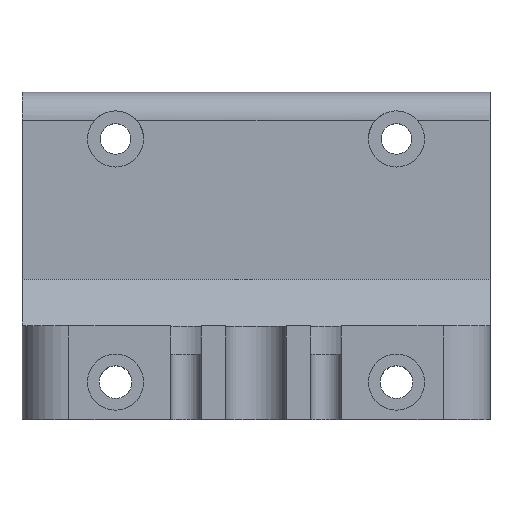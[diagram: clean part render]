
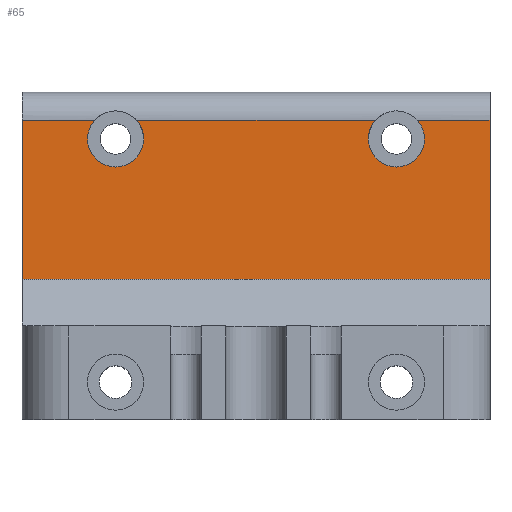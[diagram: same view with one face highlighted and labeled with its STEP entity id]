
A CAD part, top view. The second image highlights one B-rep face of the part: STEP entity #65.
In plain terms, the highlighted planar face has unit normal (0, 0, 1).
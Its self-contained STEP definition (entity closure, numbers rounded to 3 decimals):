
#3 = CIRCLE ( 'NONE', #30, 3. ) ;
#4 = AXIS2_PLACEMENT_3D ( 'NONE', #479, #477, #476 ) ;
#5 = CIRCLE ( 'NONE', #28, 3. ) ;
#7 = CIRCLE ( 'NONE', #4, 3. ) ;
#13 = VECTOR ( 'NONE', #491, 1000. ) ;
#24 = VECTOR ( 'NONE', #436, 1000. ) ;
#25 = VECTOR ( 'NONE', #439, 1000. ) ;
#26 = VECTOR ( 'NONE', #443, 1000. ) ;
#28 = AXIS2_PLACEMENT_3D ( 'NONE', #453, #452, #451 ) ;
#30 = AXIS2_PLACEMENT_3D ( 'NONE', #472, #471, #470 ) ;
#32 = AXIS2_PLACEMENT_3D ( 'NONE', #461, #460, #457 ) ;
#33 = CIRCLE ( 'NONE', #32, 3. ) ;
#34 = VECTOR ( 'NONE', #448, 1000. ) ;
#37 = VECTOR ( 'NONE', #464, 1000. ) ;
#65 = ADVANCED_FACE ( 'NONE', ( #900 ), #899, .F. ) ;
#153 = DIRECTION ( 'NONE',  ( 1., 0., 0. ) ) ;
#154 = DIRECTION ( 'NONE',  ( 0., 0., 1. ) ) ;
#155 = CARTESIAN_POINT ( 'NONE',  ( 10., 46., 4. ) ) ;
#432 = CARTESIAN_POINT ( 'NONE',  ( 0., 31., 4. ) ) ;
#436 = DIRECTION ( 'NONE',  ( 0., 1., 0. ) ) ;
#437 = CARTESIAN_POINT ( 'NONE',  ( 50., 16., 4. ) ) ;
#438 = LINE ( 'NONE', #437, #24 ) ;
#439 = DIRECTION ( 'NONE',  ( 1., 0., 0. ) ) ;
#440 = CARTESIAN_POINT ( 'NONE',  ( 50., 31., 4. ) ) ;
#442 = LINE ( 'NONE', #440, #25 ) ;
#443 = DIRECTION ( 'NONE',  ( 0., -1., 0. ) ) ;
#444 = CARTESIAN_POINT ( 'NONE',  ( 0., 16., 4. ) ) ;
#447 = LINE ( 'NONE', #444, #26 ) ;
#448 = DIRECTION ( 'NONE',  ( -1., 0., 0. ) ) ;
#449 = CARTESIAN_POINT ( 'NONE',  ( 42.236, 48., 4. ) ) ;
#450 = CARTESIAN_POINT ( 'NONE',  ( 0., 48., 4. ) ) ;
#451 = DIRECTION ( 'NONE',  ( 1., 0., 0. ) ) ;
#452 = DIRECTION ( 'NONE',  ( 0., 0., 1. ) ) ;
#453 = CARTESIAN_POINT ( 'NONE',  ( 10., 46., 4. ) ) ;
#457 = DIRECTION ( 'NONE',  ( 1., 0., 0. ) ) ;
#459 = CARTESIAN_POINT ( 'NONE',  ( 50., 31., 4. ) ) ;
#460 = DIRECTION ( 'NONE',  ( 0., 0., 1. ) ) ;
#461 = CARTESIAN_POINT ( 'NONE',  ( 10., 46., 4. ) ) ;
#462 = LINE ( 'NONE', #463, #34 ) ;
#463 = CARTESIAN_POINT ( 'NONE',  ( 0., 48., 4. ) ) ;
#464 = DIRECTION ( 'NONE',  ( -1., 0., 0. ) ) ;
#465 = CARTESIAN_POINT ( 'NONE',  ( 7.764, 48., 4. ) ) ;
#466 = CARTESIAN_POINT ( 'NONE',  ( 0., 48., 4. ) ) ;
#467 = LINE ( 'NONE', #466, #37 ) ;
#470 = DIRECTION ( 'NONE',  ( 1., 0., 0. ) ) ;
#471 = DIRECTION ( 'NONE',  ( 0., 0., 1. ) ) ;
#472 = CARTESIAN_POINT ( 'NONE',  ( 40., 46., 4. ) ) ;
#476 = DIRECTION ( 'NONE',  ( 1., 0., 0. ) ) ;
#477 = DIRECTION ( 'NONE',  ( 0., 0., 1. ) ) ;
#478 = CARTESIAN_POINT ( 'NONE',  ( 50., 48., 4. ) ) ;
#479 = CARTESIAN_POINT ( 'NONE',  ( 40., 46., 4. ) ) ;
#483 = CARTESIAN_POINT ( 'NONE',  ( 12.236, 48., 4. ) ) ;
#491 = DIRECTION ( 'NONE',  ( -1., 0., 0. ) ) ;
#493 = CARTESIAN_POINT ( 'NONE',  ( 0., 48., 4. ) ) ;
#511 = LINE ( 'NONE', #493, #13 ) ;
#583 = DIRECTION ( 'NONE',  ( 1., 0., 0. ) ) ;
#586 = DIRECTION ( 'NONE',  ( 0., 0., 1. ) ) ;
#588 = CARTESIAN_POINT ( 'NONE',  ( 40., 46., 4. ) ) ;
#759 = AXIS2_PLACEMENT_3D ( 'NONE', #912, #896, #894 ) ;
#821 = CARTESIAN_POINT ( 'NONE',  ( 37.764, 48., 4. ) ) ;
#825 = CARTESIAN_POINT ( 'NONE',  ( 37., 46., 4. ) ) ;
#832 = CARTESIAN_POINT ( 'NONE',  ( 7., 46., 4. ) ) ;
#833 = CARTESIAN_POINT ( 'NONE',  ( 13., 46., 4. ) ) ;
#836 = CARTESIAN_POINT ( 'NONE',  ( 43., 46., 4. ) ) ;
#871 = ORIENTED_EDGE ( 'NONE', *, *, #1425, .F. ) ;
#875 = ORIENTED_EDGE ( 'NONE', *, *, #1614, .F. ) ;
#883 = ORIENTED_EDGE ( 'NONE', *, *, #1426, .F. ) ;
#894 = DIRECTION ( 'NONE',  ( -1., 0., 0. ) ) ;
#895 = ORIENTED_EDGE ( 'NONE', *, *, #1427, .T. ) ;
#896 = DIRECTION ( 'NONE',  ( 0., 0., -1. ) ) ;
#897 = ORIENTED_EDGE ( 'NONE', *, *, #1428, .T. ) ;
#899 = PLANE ( 'NONE',  #759 ) ;
#900 = FACE_OUTER_BOUND ( 'NONE', #1117, .T. ) ;
#901 = ORIENTED_EDGE ( 'NONE', *, *, #1429, .T. ) ;
#902 = ORIENTED_EDGE ( 'NONE', *, *, #1430, .T. ) ;
#912 = CARTESIAN_POINT ( 'NONE',  ( 0., 51., 4. ) ) ;
#1117 = EDGE_LOOP ( 'NONE', ( #1389, #1390, #1391, #1392, #1393, #871, #875, #883, #895, #897, #901, #902 ) ) ;
#1175 = VERTEX_POINT ( 'NONE', #836 ) ;
#1178 = VERTEX_POINT ( 'NONE', #833 ) ;
#1179 = VERTEX_POINT ( 'NONE', #832 ) ;
#1186 = VERTEX_POINT ( 'NONE', #825 ) ;
#1190 = VERTEX_POINT ( 'NONE', #821 ) ;
#1255 = VERTEX_POINT ( 'NONE', #483 ) ;
#1256 = VERTEX_POINT ( 'NONE', #478 ) ;
#1257 = VERTEX_POINT ( 'NONE', #465 ) ;
#1259 = VERTEX_POINT ( 'NONE', #459 ) ;
#1264 = VERTEX_POINT ( 'NONE', #450 ) ;
#1265 = VERTEX_POINT ( 'NONE', #449 ) ;
#1270 = VERTEX_POINT ( 'NONE', #432 ) ;
#1389 = ORIENTED_EDGE ( 'NONE', *, *, #1418, .T. ) ;
#1390 = ORIENTED_EDGE ( 'NONE', *, *, #1420, .F. ) ;
#1391 = ORIENTED_EDGE ( 'NONE', *, *, #1644, .F. ) ;
#1392 = ORIENTED_EDGE ( 'NONE', *, *, #1422, .F. ) ;
#1393 = ORIENTED_EDGE ( 'NONE', *, *, #1424, .T. ) ;
#1418 = EDGE_CURVE ( 'NONE', #1256, #1265, #511, .T. ) ;
#1420 = EDGE_CURVE ( 'NONE', #1175, #1265, #7, .T. ) ;
#1422 = EDGE_CURVE ( 'NONE', #1190, #1186, #3, .T. ) ;
#1424 = EDGE_CURVE ( 'NONE', #1190, #1255, #467, .T. ) ;
#1425 = EDGE_CURVE ( 'NONE', #1178, #1255, #33, .T. ) ;
#1426 = EDGE_CURVE ( 'NONE', #1257, #1179, #5, .T. ) ;
#1427 = EDGE_CURVE ( 'NONE', #1257, #1264, #462, .T. ) ;
#1428 = EDGE_CURVE ( 'NONE', #1264, #1270, #447, .T. ) ;
#1429 = EDGE_CURVE ( 'NONE', #1270, #1259, #442, .T. ) ;
#1430 = EDGE_CURVE ( 'NONE', #1259, #1256, #438, .T. ) ;
#1484 = CIRCLE ( 'NONE', #1490, 3. ) ;
#1490 = AXIS2_PLACEMENT_3D ( 'NONE', #155, #154, #153 ) ;
#1531 = CIRCLE ( 'NONE', #1538, 3. ) ;
#1538 = AXIS2_PLACEMENT_3D ( 'NONE', #588, #586, #583 ) ;
#1614 = EDGE_CURVE ( 'NONE', #1179, #1178, #1484, .T. ) ;
#1644 = EDGE_CURVE ( 'NONE', #1186, #1175, #1531, .T. ) ;
